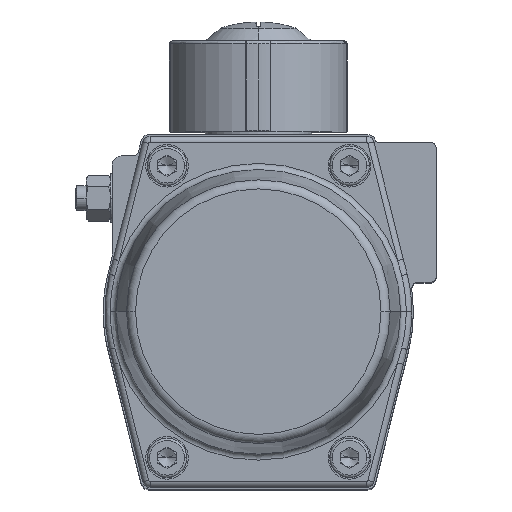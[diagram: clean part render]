
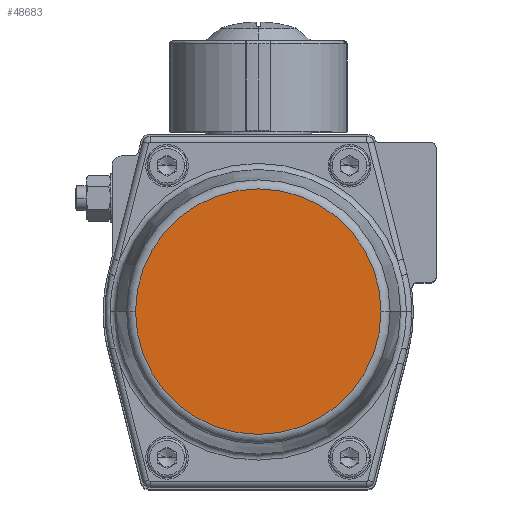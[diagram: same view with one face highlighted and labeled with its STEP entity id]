
A CAD part, top view. The second image highlights one B-rep face of the part: STEP entity #48683.
In plain terms, the highlighted planar face has unit normal (0, 0, 1).
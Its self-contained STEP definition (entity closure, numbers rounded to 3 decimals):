
#5500 = EDGE_CURVE ( 'NONE', #10409, #33386, #43719, .T. ) ;
#7862 = CIRCLE ( 'NONE', #72756, 40.352 ) ;
#10409 = VERTEX_POINT ( 'NONE', #56699 ) ;
#12390 = CARTESIAN_POINT ( 'NONE',  ( 40.352, 0., 131. ) ) ;
#13623 = AXIS2_PLACEMENT_3D ( 'NONE', #72231, #26940, #52616 ) ;
#15198 = ORIENTED_EDGE ( 'NONE', *, *, #5500, .T. ) ;
#22029 = ORIENTED_EDGE ( 'NONE', *, *, #60315, .T. ) ;
#25850 = DIRECTION ( 'NONE',  ( 0., 0., 1. ) ) ;
#26940 = DIRECTION ( 'NONE',  ( 0., 0., -1. ) ) ;
#31444 = EDGE_LOOP ( 'NONE', ( #22029, #15198 ) ) ;
#33386 = VERTEX_POINT ( 'NONE', #12390 ) ;
#38302 = DIRECTION ( 'NONE',  ( 1., 0., 0. ) ) ;
#43719 = CIRCLE ( 'NONE', #73629, 40.352 ) ;
#44291 = FACE_OUTER_BOUND ( 'NONE', #31444, .T. ) ;
#46071 = DIRECTION ( 'NONE',  ( 1., 0., 0. ) ) ;
#48683 = ADVANCED_FACE ( 'NONE', ( #44291 ), #65860, .F. ) ;
#52616 = DIRECTION ( 'NONE',  ( -1., 0., 0. ) ) ;
#56699 = CARTESIAN_POINT ( 'NONE',  ( -40.352, 0., 131. ) ) ;
#58675 = DIRECTION ( 'NONE',  ( 0., 0., 1. ) ) ;
#59276 = CARTESIAN_POINT ( 'NONE',  ( 0., 0., 131. ) ) ;
#60315 = EDGE_CURVE ( 'NONE', #33386, #10409, #7862, .T. ) ;
#65860 = PLANE ( 'NONE',  #13623 ) ;
#72231 = CARTESIAN_POINT ( 'NONE',  ( 0., 0., 131. ) ) ;
#72756 = AXIS2_PLACEMENT_3D ( 'NONE', #59276, #25850, #46071 ) ;
#73629 = AXIS2_PLACEMENT_3D ( 'NONE', #84435, #58675, #38302 ) ;
#84435 = CARTESIAN_POINT ( 'NONE',  ( 0., 0., 131. ) ) ;
